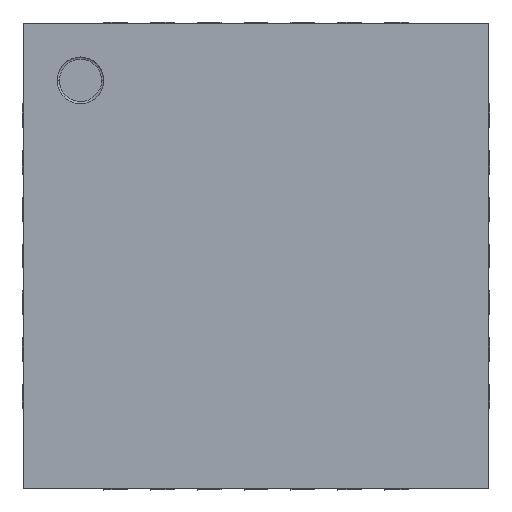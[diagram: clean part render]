
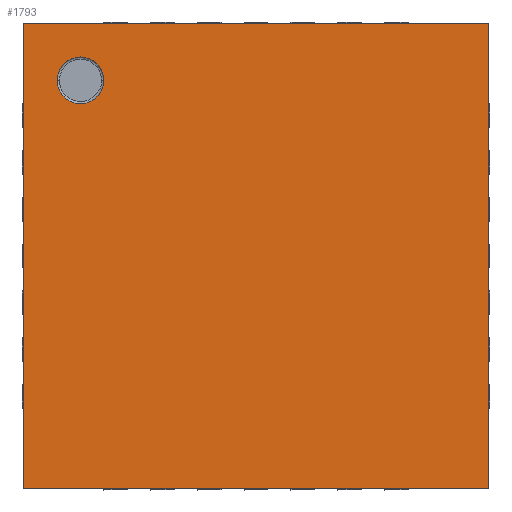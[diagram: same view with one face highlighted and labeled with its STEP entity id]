
A CAD part, top view. The second image highlights one B-rep face of the part: STEP entity #1793.
In plain terms, the highlighted planar face has unit normal (0, 0, 1).
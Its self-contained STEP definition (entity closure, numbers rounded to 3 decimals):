
#257 = DIRECTION ( 'NONE',  ( 1., 0., 0. ) ) ;
#612 = VERTEX_POINT ( 'NONE', #7003 ) ;
#715 = DIRECTION ( 'NONE',  ( 0., 0., 1. ) ) ;
#961 = LINE ( 'NONE', #2361, #10117 ) ;
#967 = VERTEX_POINT ( 'NONE', #6660 ) ;
#1487 = ORIENTED_EDGE ( 'NONE', *, *, #1799, .F. ) ;
#1535 = CIRCLE ( 'NONE', #6866, 0.2 ) ;
#1623 = CARTESIAN_POINT ( 'NONE',  ( -0.79, 0.01, 0.75 ) ) ;
#1719 = ORIENTED_EDGE ( 'NONE', *, *, #10710, .F. ) ;
#1793 = ADVANCED_FACE ( 'NONE', ( #8931, #6466 ), #6187, .F. ) ;
#1799 = EDGE_CURVE ( 'NONE', #10342, #612, #1535, .T. ) ;
#1923 = AXIS2_PLACEMENT_3D ( 'NONE', #8074, #5178, #5095 ) ;
#1993 = CIRCLE ( 'NONE', #1923, 0.2 ) ;
#2029 = CARTESIAN_POINT ( 'NONE',  ( 3.19, 3.99, 0.75 ) ) ;
#2299 = EDGE_LOOP ( 'NONE', ( #5548, #11666, #5913, #5940 ) ) ;
#2361 = CARTESIAN_POINT ( 'NONE',  ( -0.79, 3.99, 0.75 ) ) ;
#2461 = DIRECTION ( 'NONE',  ( 0., 0., -1. ) ) ;
#2671 = CARTESIAN_POINT ( 'NONE',  ( -0.1, 3.5, 0.75 ) ) ;
#2715 = VECTOR ( 'NONE', #9185, 1000. ) ;
#3347 = CARTESIAN_POINT ( 'NONE',  ( -0.3, 3.5, 0.75 ) ) ;
#3447 = CARTESIAN_POINT ( 'NONE',  ( -0.79, 0.01, 0.75 ) ) ;
#3553 = AXIS2_PLACEMENT_3D ( 'NONE', #1623, #2461, #11933 ) ;
#3903 = LINE ( 'NONE', #9227, #4057 ) ;
#4057 = VECTOR ( 'NONE', #4702, 1000. ) ;
#4702 = DIRECTION ( 'NONE',  ( 0., 1., 0. ) ) ;
#5092 = EDGE_CURVE ( 'NONE', #10183, #967, #11194, .T. ) ;
#5095 = DIRECTION ( 'NONE',  ( -1., 0., 0. ) ) ;
#5178 = DIRECTION ( 'NONE',  ( 0., 0., 1. ) ) ;
#5304 = DIRECTION ( 'NONE',  ( -1., 0., 0. ) ) ;
#5455 = CARTESIAN_POINT ( 'NONE',  ( 3.19, 3.99, 0.75 ) ) ;
#5548 = ORIENTED_EDGE ( 'NONE', *, *, #9956, .T. ) ;
#5803 = EDGE_CURVE ( 'NONE', #967, #9627, #3903, .T. ) ;
#5913 = ORIENTED_EDGE ( 'NONE', *, *, #5092, .T. ) ;
#5940 = ORIENTED_EDGE ( 'NONE', *, *, #5803, .T. ) ;
#6034 = CARTESIAN_POINT ( 'NONE',  ( -0.79, 0.01, 0.75 ) ) ;
#6187 = PLANE ( 'NONE',  #3553 ) ;
#6466 = FACE_BOUND ( 'NONE', #9594, .T. ) ;
#6660 = CARTESIAN_POINT ( 'NONE',  ( 3.19, 0.01, 0.75 ) ) ;
#6866 = AXIS2_PLACEMENT_3D ( 'NONE', #3347, #715, #5304 ) ;
#7003 = CARTESIAN_POINT ( 'NONE',  ( -0.5, 3.5, 0.75 ) ) ;
#8074 = CARTESIAN_POINT ( 'NONE',  ( -0.3, 3.5, 0.75 ) ) ;
#8667 = VECTOR ( 'NONE', #257, 1000. ) ;
#8852 = EDGE_CURVE ( 'NONE', #8981, #10183, #961, .T. ) ;
#8893 = DIRECTION ( 'NONE',  ( 0., -1., 0. ) ) ;
#8931 = FACE_OUTER_BOUND ( 'NONE', #2299, .T. ) ;
#8981 = VERTEX_POINT ( 'NONE', #11865 ) ;
#9185 = DIRECTION ( 'NONE',  ( -1., 0., 0. ) ) ;
#9227 = CARTESIAN_POINT ( 'NONE',  ( 3.19, 0.01, 0.75 ) ) ;
#9594 = EDGE_LOOP ( 'NONE', ( #1487, #1719 ) ) ;
#9627 = VERTEX_POINT ( 'NONE', #2029 ) ;
#9956 = EDGE_CURVE ( 'NONE', #9627, #8981, #11321, .T. ) ;
#10117 = VECTOR ( 'NONE', #8893, 1000. ) ;
#10183 = VERTEX_POINT ( 'NONE', #3447 ) ;
#10342 = VERTEX_POINT ( 'NONE', #2671 ) ;
#10710 = EDGE_CURVE ( 'NONE', #612, #10342, #1993, .T. ) ;
#11194 = LINE ( 'NONE', #6034, #8667 ) ;
#11321 = LINE ( 'NONE', #5455, #2715 ) ;
#11666 = ORIENTED_EDGE ( 'NONE', *, *, #8852, .T. ) ;
#11865 = CARTESIAN_POINT ( 'NONE',  ( -0.79, 3.99, 0.75 ) ) ;
#11933 = DIRECTION ( 'NONE',  ( -1., 0., 0. ) ) ;
